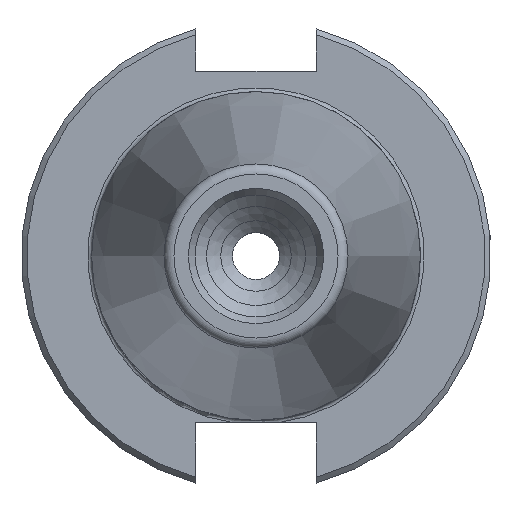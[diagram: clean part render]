
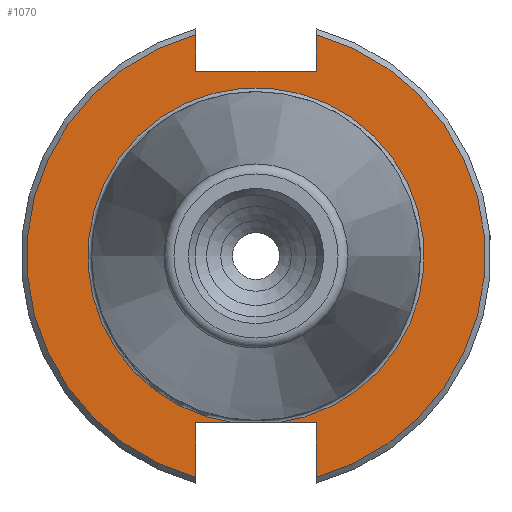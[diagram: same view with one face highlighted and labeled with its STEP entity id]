
A CAD part, left-side view. The second image highlights one B-rep face of the part: STEP entity #1070.
In plain terms, the highlighted planar face has unit normal (-1, 0, 0).
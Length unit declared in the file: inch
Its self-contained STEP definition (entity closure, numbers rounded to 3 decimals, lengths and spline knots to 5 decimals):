
#327=CARTESIAN_POINT('',(0.125,-0.11172,-0.888));
#328=VERTEX_POINT('',#327);
#329=CARTESIAN_POINT('',(0.125,0.11172,-0.888));
#330=VERTEX_POINT('',#329);
#344=CARTESIAN_POINT('',(0.125,0.0,0.0));
#345=DIRECTION('',(-1.0,0.0,0.0));
#346=DIRECTION('',(0.0,-1.0,0.0));
#347=AXIS2_PLACEMENT_3D('',#344,#345,#346);
#348=CIRCLE('',#347,0.895);
#349=EDGE_CURVE('',#328,#330,#348,.T.);
#687=CARTESIAN_POINT('',(0.125,0.32,-0.888));
#688=VERTEX_POINT('',#687);
#695=CARTESIAN_POINT('',(0.125,0.32,-1.17729));
#696=VERTEX_POINT('',#695);
#697=CARTESIAN_POINT('',(0.125,0.32,-1.17729));
#698=DIRECTION('',(0.0,0.0,1.0));
#699=VECTOR('',#698,0.28929);
#700=LINE('',#697,#699);
#701=EDGE_CURVE('',#696,#688,#700,.T.);
#943=CARTESIAN_POINT('',(0.125,-0.32,-1.17729));
#944=VERTEX_POINT('',#943);
#958=CARTESIAN_POINT('',(0.125,-0.32,-0.888));
#959=VERTEX_POINT('',#958);
#960=CARTESIAN_POINT('',(0.125,-0.32,-0.888));
#961=DIRECTION('',(0.0,0.0,-1.0));
#962=VECTOR('',#961,0.28929);
#963=LINE('',#960,#962);
#964=EDGE_CURVE('',#959,#944,#963,.T.);
#991=CARTESIAN_POINT('',(0.125,-0.32,1.17729));
#992=VERTEX_POINT('',#991);
#1006=CARTESIAN_POINT('',(0.125,0.0,0.0));
#1007=DIRECTION('',(1.0,0.0,0.0));
#1008=DIRECTION('',(0.0,-1.0,0.0));
#1009=AXIS2_PLACEMENT_3D('',#1006,#1007,#1008);
#1010=CIRCLE('',#1009,1.22);
#1011=EDGE_CURVE('',#992,#944,#1010,.T.);
#1016=CARTESIAN_POINT('',(0.125,1.0625,0.0));
#1017=DIRECTION('',(-1.0,0.0,0.0));
#1018=DIRECTION('',(0.0,0.0,1.0));
#1019=AXIS2_PLACEMENT_3D('',#1016,#1017,#1018);
#1020=PLANE('',#1019);
#1021=ORIENTED_EDGE('',*,*,#349,.F.);
#1022=CARTESIAN_POINT('',(0.125,-0.11172,-0.888));
#1023=DIRECTION('',(0.0,-1.0,0.0));
#1024=VECTOR('',#1023,0.20828);
#1025=LINE('',#1022,#1024);
#1026=EDGE_CURVE('',#328,#959,#1025,.T.);
#1027=ORIENTED_EDGE('',*,*,#1026,.T.);
#1028=ORIENTED_EDGE('',*,*,#964,.T.);
#1029=ORIENTED_EDGE('',*,*,#1011,.F.);
#1030=CARTESIAN_POINT('',(0.125,-0.32,0.983));
#1031=VERTEX_POINT('',#1030);
#1032=CARTESIAN_POINT('',(0.125,-0.32,1.17729));
#1033=DIRECTION('',(0.0,0.0,-1.0));
#1034=VECTOR('',#1033,0.19429);
#1035=LINE('',#1032,#1034);
#1036=EDGE_CURVE('',#992,#1031,#1035,.T.);
#1037=ORIENTED_EDGE('',*,*,#1036,.T.);
#1038=CARTESIAN_POINT('',(0.125,0.32,0.983));
#1039=VERTEX_POINT('',#1038);
#1040=CARTESIAN_POINT('',(0.125,-0.32,0.983));
#1041=DIRECTION('',(0.0,1.0,0.0));
#1042=VECTOR('',#1041,0.64);
#1043=LINE('',#1040,#1042);
#1044=EDGE_CURVE('',#1031,#1039,#1043,.T.);
#1045=ORIENTED_EDGE('',*,*,#1044,.T.);
#1046=CARTESIAN_POINT('',(0.125,0.32,1.17729));
#1047=VERTEX_POINT('',#1046);
#1048=CARTESIAN_POINT('',(0.125,0.32,0.983));
#1049=DIRECTION('',(0.0,0.0,1.0));
#1050=VECTOR('',#1049,0.19429);
#1051=LINE('',#1048,#1050);
#1052=EDGE_CURVE('',#1039,#1047,#1051,.T.);
#1053=ORIENTED_EDGE('',*,*,#1052,.T.);
#1054=CARTESIAN_POINT('',(0.125,0.0,0.0));
#1055=DIRECTION('',(1.0,0.0,0.0));
#1056=DIRECTION('',(0.0,1.0,0.0));
#1057=AXIS2_PLACEMENT_3D('',#1054,#1055,#1056);
#1058=CIRCLE('',#1057,1.22);
#1059=EDGE_CURVE('',#696,#1047,#1058,.T.);
#1060=ORIENTED_EDGE('',*,*,#1059,.F.);
#1061=ORIENTED_EDGE('',*,*,#701,.T.);
#1062=CARTESIAN_POINT('',(0.125,0.32,-0.888));
#1063=DIRECTION('',(0.0,-1.0,0.0));
#1064=VECTOR('',#1063,0.20828);
#1065=LINE('',#1062,#1064);
#1066=EDGE_CURVE('',#688,#330,#1065,.T.);
#1067=ORIENTED_EDGE('',*,*,#1066,.T.);
#1068=EDGE_LOOP('',(#1021,#1027,#1028,#1029,#1037,#1045,#1053,#1060,#1061,#1067));
#1069=FACE_OUTER_BOUND('',#1068,.T.);
#1070=ADVANCED_FACE('',(#1069),#1020,.T.);
